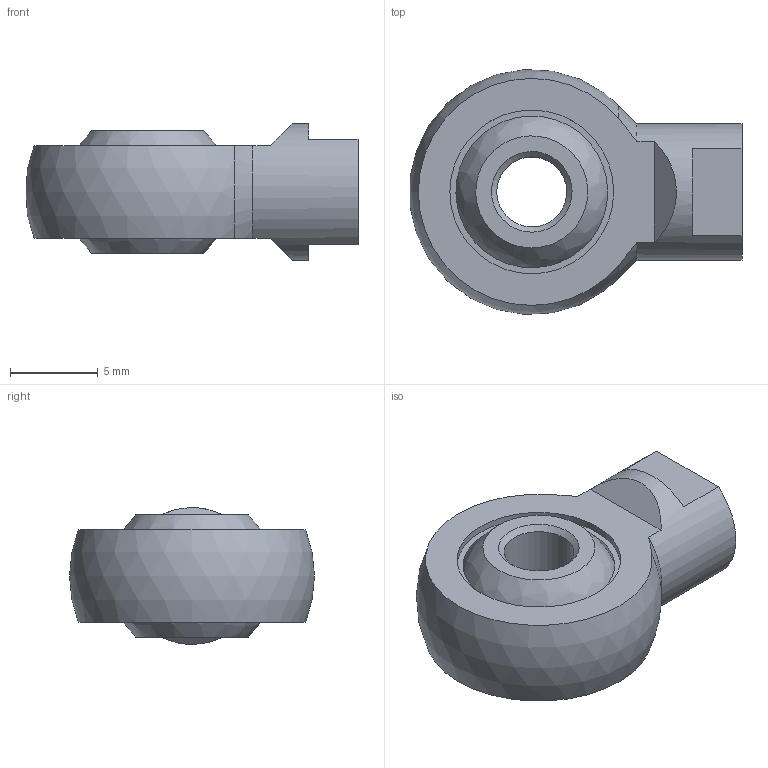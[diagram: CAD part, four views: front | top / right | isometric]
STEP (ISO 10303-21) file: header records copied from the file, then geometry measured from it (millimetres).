
FILE_DESCRIPTION((''),'2;1');
FILE_NAME('0412-GEKR6M4BL.stp','2012-07-16T09:34:14',('CADNEU'),(''),'Autodesk Inventor 2012','Autodesk Inventor 2012','');
FILE_SCHEMA(('AUTOMOTIVE_DESIGN { 1 0 10303 214 1 1 1 1 }'));
Length unit declared in the file: millimetre
Products named in the file (4): GEKR6M4BL; Kugel-GEKR6M4BL; Lagerschale-GEKR6M4BL
Assembly tree (3 placements, depth 2):
  GEKR6M4BL
    GEKR6M4BL
    Kugel-GEKR6M4BL
    Lagerschale-GEKR6M4BL
Bounding box: 18.95 x 13.97 x 7.8 mm (x, y, z)
Volume: 916.1 mm3; surface area: 1420.5 mm2
Topology: 3 solids, 3 shells, 31 faces, 69 edges, 45 vertices
Faces by surface type: plane 15, cylinder 7, cone 4, bspline 2, torus 2, sphere 1
Full cylindrical faces by diameter (mm): 3.242 x1, 4 x1, 7.8 x1, 9.35 x2, 10.34 x2
Entity records: 979 total; most frequent: CARTESIAN_POINT 239, DIRECTION 148, ORIENTED_EDGE 100, AXIS2_PLACEMENT_3D 67, EDGE_LOOP 54, EDGE_CURVE 50, VERTEX_POINT 40, FACE_OUTER_BOUND 31
